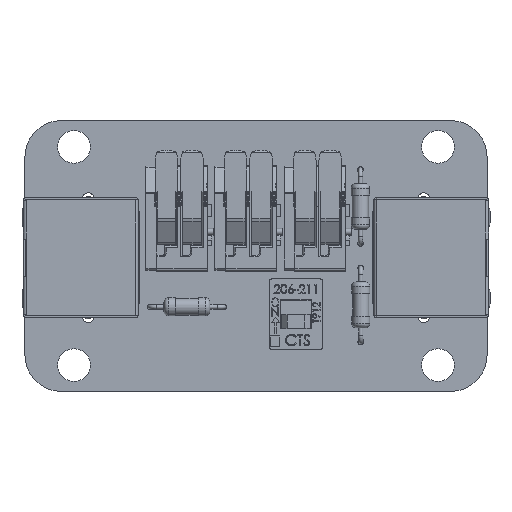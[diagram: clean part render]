
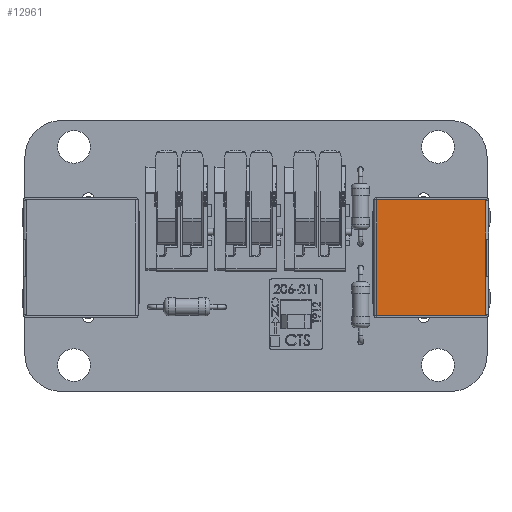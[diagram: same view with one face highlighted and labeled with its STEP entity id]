
A CAD part, top view. The second image highlights one B-rep face of the part: STEP entity #12961.
In plain terms, the highlighted face is planar.
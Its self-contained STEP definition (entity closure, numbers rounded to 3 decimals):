
#11476 = VERTEX_POINT('',#11477);
#11477 = CARTESIAN_POINT('',(-2.55,13.208,5.111));
#11484 = EDGE_CURVE('',#11485,#11476,#11487,.T.);
#11485 = VERTEX_POINT('',#11486);
#11486 = CARTESIAN_POINT('',(-7.843,13.208,5.111));
#11487 = LINE('',#11488,#11489);
#11488 = CARTESIAN_POINT('',(0.,13.208,5.111));
#11489 = VECTOR('',#11490,1.);
#11490 = DIRECTION('',(1.,0.,0.));
#12352 = VERTEX_POINT('',#12353);
#12353 = CARTESIAN_POINT('',(-7.934,13.208,-9.937));
#12368 = VERTEX_POINT('',#12369);
#12369 = CARTESIAN_POINT('',(-7.934,13.208,5.049));
#12375 = EDGE_CURVE('',#12352,#12368,#12376,.T.);
#12376 = LINE('',#12377,#12378);
#12377 = CARTESIAN_POINT('',(-7.934,13.208,0.));
#12378 = VECTOR('',#12379,1.);
#12379 = DIRECTION('',(0.,0.,1.));
#12399 = VERTEX_POINT('',#12400);
#12400 = CARTESIAN_POINT('',(-7.843,13.208,5.049));
#12406 = EDGE_CURVE('',#12368,#12399,#12407,.T.);
#12407 = LINE('',#12408,#12409);
#12408 = CARTESIAN_POINT('',(0.,13.208,5.049));
#12409 = VECTOR('',#12410,1.);
#12410 = DIRECTION('',(1.,0.,0.));
#12433 = EDGE_CURVE('',#12399,#11485,#12434,.T.);
#12434 = LINE('',#12435,#12436);
#12435 = CARTESIAN_POINT('',(-7.843,13.208,0.));
#12436 = VECTOR('',#12437,1.);
#12437 = DIRECTION('',(-0.,0.,1.));
#12802 = VERTEX_POINT('',#12803);
#12803 = CARTESIAN_POINT('',(7.843,13.208,5.111));
#12834 = VERTEX_POINT('',#12835);
#12835 = CARTESIAN_POINT('',(7.843,13.208,5.049));
#12841 = EDGE_CURVE('',#12802,#12834,#12842,.T.);
#12842 = LINE('',#12843,#12844);
#12843 = CARTESIAN_POINT('',(7.843,13.208,0.));
#12844 = VECTOR('',#12845,1.);
#12845 = DIRECTION('',(0.,0.,-1.));
#12865 = VERTEX_POINT('',#12866);
#12866 = CARTESIAN_POINT('',(7.934,13.208,5.049));
#12872 = EDGE_CURVE('',#12834,#12865,#12873,.T.);
#12873 = LINE('',#12874,#12875);
#12874 = CARTESIAN_POINT('',(0.,13.208,5.049));
#12875 = VECTOR('',#12876,1.);
#12876 = DIRECTION('',(1.,0.,0.));
#12896 = VERTEX_POINT('',#12897);
#12897 = CARTESIAN_POINT('',(7.934,13.208,-9.937));
#12903 = EDGE_CURVE('',#12865,#12896,#12904,.T.);
#12904 = LINE('',#12905,#12906);
#12905 = CARTESIAN_POINT('',(7.934,13.208,0.));
#12906 = VECTOR('',#12907,1.);
#12907 = DIRECTION('',(0.,0.,-1.));
#12961 = ADVANCED_FACE('',(#12962),#12991,.F.);
#12962 = FACE_BOUND('',#12963,.T.);
#12963 = EDGE_LOOP('',(#12964,#12965,#12971,#12972,#12973,#12974,#12975,
    #12983,#12989,#12990));
#12964 = ORIENTED_EDGE('',*,*,#12903,.T.);
#12965 = ORIENTED_EDGE('',*,*,#12966,.T.);
#12966 = EDGE_CURVE('',#12896,#12352,#12967,.T.);
#12967 = LINE('',#12968,#12969);
#12968 = CARTESIAN_POINT('',(0.,13.208,-9.937));
#12969 = VECTOR('',#12970,1.);
#12970 = DIRECTION('',(-1.,0.,0.));
#12971 = ORIENTED_EDGE('',*,*,#12375,.T.);
#12972 = ORIENTED_EDGE('',*,*,#12406,.T.);
#12973 = ORIENTED_EDGE('',*,*,#12433,.T.);
#12974 = ORIENTED_EDGE('',*,*,#11484,.T.);
#12975 = ORIENTED_EDGE('',*,*,#12976,.F.);
#12976 = EDGE_CURVE('',#12977,#11476,#12979,.T.);
#12977 = VERTEX_POINT('',#12978);
#12978 = CARTESIAN_POINT('',(2.55,13.208,5.111));
#12979 = LINE('',#12980,#12981);
#12980 = CARTESIAN_POINT('',(2.55,13.208,5.111));
#12981 = VECTOR('',#12982,1.);
#12982 = DIRECTION('',(-1.,0.,0.));
#12983 = ORIENTED_EDGE('',*,*,#12984,.T.);
#12984 = EDGE_CURVE('',#12977,#12802,#12985,.T.);
#12985 = LINE('',#12986,#12987);
#12986 = CARTESIAN_POINT('',(0.,13.208,5.111));
#12987 = VECTOR('',#12988,1.);
#12988 = DIRECTION('',(1.,0.,0.));
#12989 = ORIENTED_EDGE('',*,*,#12841,.T.);
#12990 = ORIENTED_EDGE('',*,*,#12872,.T.);
#12991 = PLANE('',#12992);
#12992 = AXIS2_PLACEMENT_3D('',#12993,#12994,#12995);
#12993 = CARTESIAN_POINT('',(0.,13.208,0.));
#12994 = DIRECTION('',(0.,-1.,0.));
#12995 = DIRECTION('',(0.,-0.,-1.));
